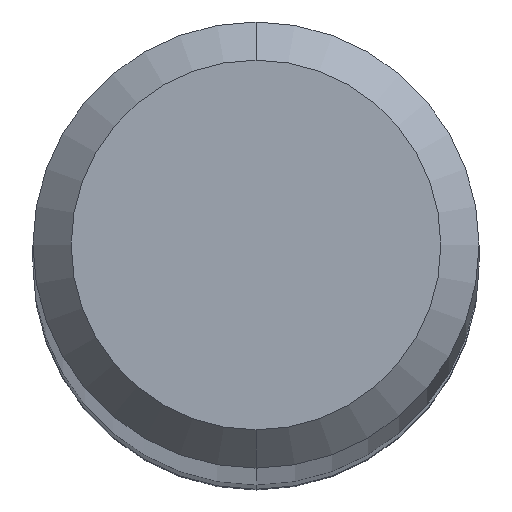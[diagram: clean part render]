
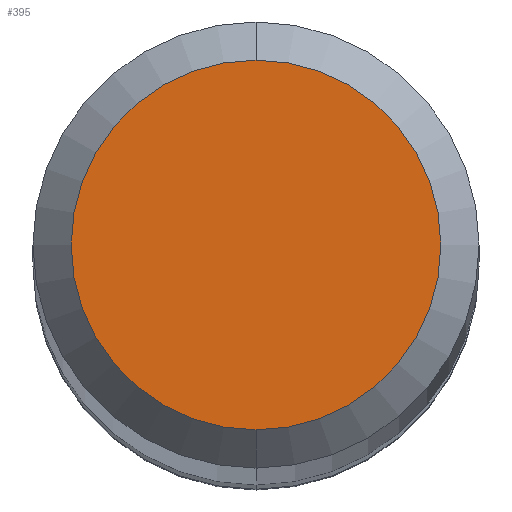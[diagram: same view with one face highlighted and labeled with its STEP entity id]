
A CAD part, top view. The second image highlights one B-rep face of the part: STEP entity #395.
In plain terms, the highlighted planar face has unit normal (0, 0, 1).
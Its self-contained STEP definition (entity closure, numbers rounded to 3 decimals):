
#239=VERTEX_POINT('',#627);
#357=VERTEX_POINT('',#757);
#361=EDGE_CURVE('',#357,#239,#761,.T.);
#379=EDGE_CURVE('',#239,#357,#784,.T.);
#395=ADVANCED_FACE('',(#803),#804,.T.);
#627=CARTESIAN_POINT('',(0.0,1.45,0.0));
#757=CARTESIAN_POINT('',(0.,-1.45,0.0));
#761=CIRCLE('',#1337,1.45);
#784=CIRCLE('',#1366,1.45);
#803=FACE_OUTER_BOUND('',#1415,.T.);
#804=PLANE('',#1416);
#1337=AXIS2_PLACEMENT_3D('',#1953,#1954,#1955);
#1366=AXIS2_PLACEMENT_3D('',#1998,#1999,#2000);
#1415=EDGE_LOOP('',(#2030,#2031));
#1416=AXIS2_PLACEMENT_3D('',#2032,#2033,#2034);
#1953=CARTESIAN_POINT('',(0.0,0.0,0.0));
#1954=DIRECTION('',(0.0,0.0,-1.0));
#1955=DIRECTION('',(0.0,1.0,0.0));
#1998=CARTESIAN_POINT('',(0.0,0.0,0.0));
#1999=DIRECTION('',(0.0,0.0,-1.0));
#2000=DIRECTION('',(0.0,1.0,0.0));
#2030=ORIENTED_EDGE('',*,*,#379,.F.);
#2031=ORIENTED_EDGE('',*,*,#361,.F.);
#2032=CARTESIAN_POINT('',(0.0,0.725,0.0));
#2033=DIRECTION('',(-0.0,0.0,1.0));
#2034=DIRECTION('',(0.0,-1.0,0.0));
